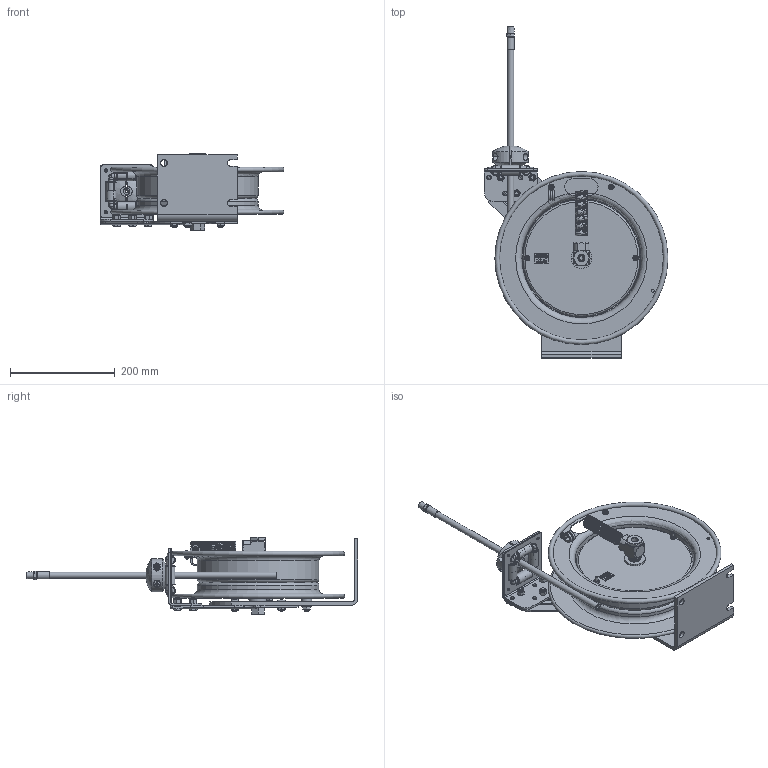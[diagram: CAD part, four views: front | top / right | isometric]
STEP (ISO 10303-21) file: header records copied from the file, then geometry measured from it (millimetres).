
FILE_DESCRIPTION(/* description */ (''),/* implementation_level */ '2;1');
FILE_NAME(/* name */ 'P-LP-125-AL_SHARED.stp',/* time_stamp */ '2020-04-02T13:41:58-07:00',/* author */ ('NMelton'),/* organization */ (''),/* preprocessor_version */ 'ST-DEVELOPER v17',/* originating_system */ 'Autodesk Inventor 2019',/* authorisation */ '');
FILE_SCHEMA (('AUTOMOTIVE_DESIGN { 1 0 10303 214 3 1 1 }'));
Products named in the file (1): P-LP-125-AL_SHARED
Bounding box: 350.77 x 633.28 x 147.45 mm (x, y, z)
Surface area: 776104.7 mm2 (no closed solid volume)
Topology: 0 solids, 164 shells, 2722 faces, 11917 edges, 8990 vertices
Faces by surface type: plane 1369, cylinder 605, bspline 480, cone 169, torus 60, sphere 39
Full cylindrical faces by diameter (mm): 2.159 x2, 2.54 x1, 3.048 x1, 4.7 x46, 4.826 x4, 5.558 x1, 6.35 x52, 7.925 x1, 7.938 x3, 8.636 x7, 8.712 x1, 8.89 x1, 11.43 x3, 12.065 x1, 12.192 x8, 12.548 x1, 12.7 x3, 13.462 x2, 13.97 x1, 14.224 x1, 15.875 x1, 17.882 x1, 19.05 x5, 20.574 x1, 20.625 x1, 28.575 x1, 34.925 x1, 35.052 x1, 39.624 x1, 221.996 x1
Entity records: 144663 total; most frequent: CARTESIAN_POINT 53915, ORIENTED_EDGE 17745, DIRECTION 15304, EDGE_CURVE 11876, VERTEX_POINT 8990, LINE 6524, VECTOR 6524, AXIS2_PLACEMENT_3D 4390
